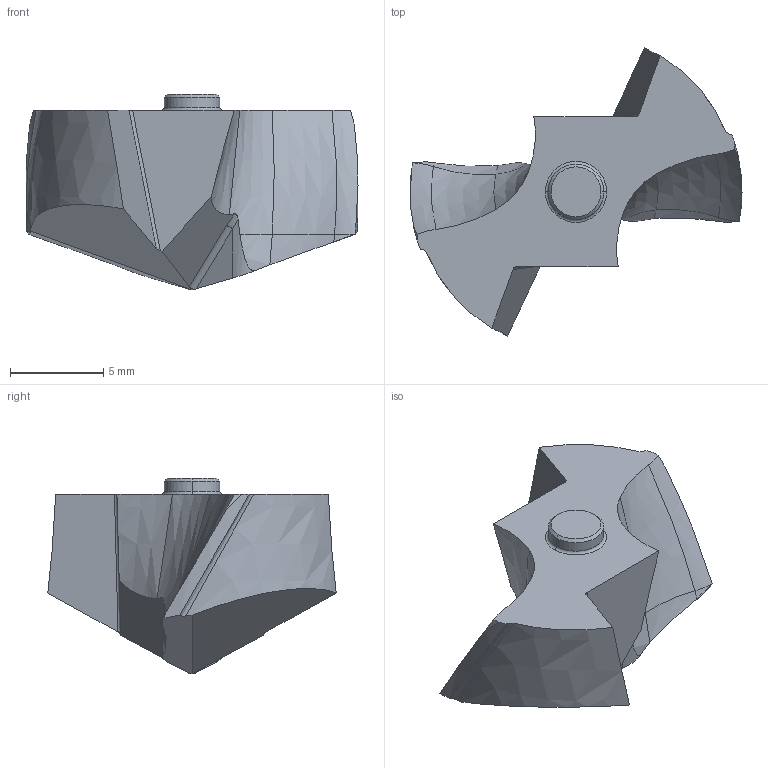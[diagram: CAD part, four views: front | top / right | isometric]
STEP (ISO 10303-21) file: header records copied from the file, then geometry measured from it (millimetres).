
FILE_DESCRIPTION((''),'2;1');
FILE_NAME('STAWN1780T','2021-03-15T09:51:33',('tlyh01'),('PTC Japan'),'CREO PARAMETRIC BY PTC INC, 2018500','CREO PARAMETRIC BY PTC INC, 2018500','');
FILE_SCHEMA(('AUTOMOTIVE_DESIGN { 1 0 10303 214 1 1 1 1 }'));
Length unit declared in the file: millimetre
Products named in the file (1): STAWN1780T
Bounding box: 17.8 x 15.46 x 10.49 mm (x, y, z)
Volume: 737.9 mm3; surface area: 595.9 mm2
Topology: 1 solids, 1 shells, 54 faces, 165 edges, 114 vertices
Faces by surface type: plane 20, bspline 20, cylinder 10, torus 2, cone 2
Entity records: 3512 total; most frequent: CARTESIAN_POINT 1761, ORIENTED_EDGE 280, PRESENTATION_STYLE_ASSIGNMENT 169, STYLED_ITEM 169, CURVE_STYLE 168, DIRECTION 146, EDGE_CURVE 140, B_SPLINE_CURVE_WITH_KNOTS 109
